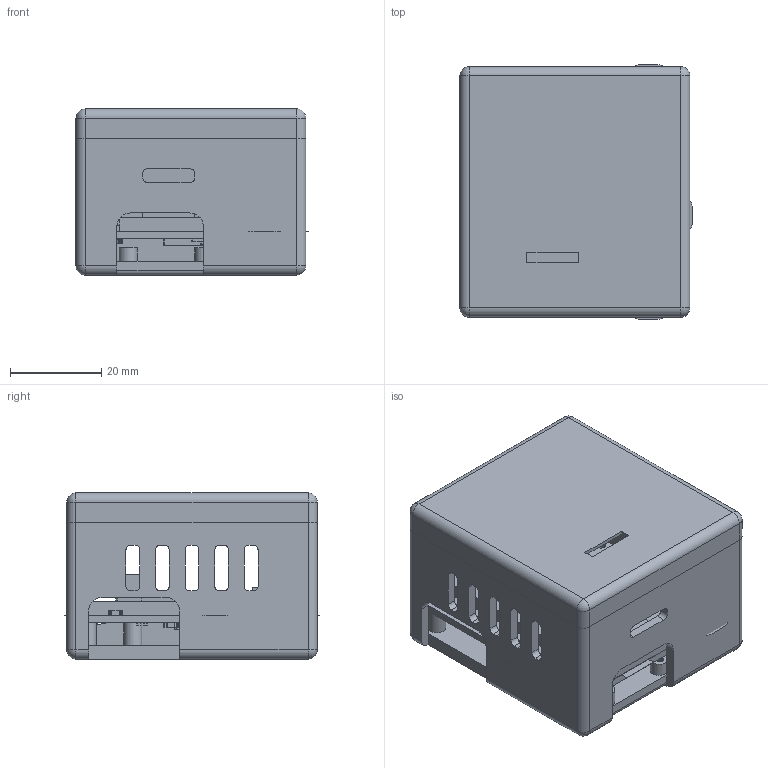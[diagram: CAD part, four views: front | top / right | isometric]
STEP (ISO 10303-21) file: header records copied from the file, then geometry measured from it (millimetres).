
FILE_DESCRIPTION(/* description */ (''),/* implementation_level */ '2;1');
FILE_NAME(/* name */ 'spresense_LTE_case_v3 v1.step',/* time_stamp */ '2021-02-22T11:43:33+09:00',/* author */ (''),/* organization */ (''),/* preprocessor_version */ 'ST-DEVELOPER v18.1',/* originating_system */ 'Autodesk Translation Framework v9.7.1.1290',/* authorisation */ '');
FILE_SCHEMA (('AUTOMOTIVE_DESIGN { 1 0 10303 214 3 1 1 }'));
Products named in the file (5): spresense_LTE_case_v3; case v3; CXD5602PWBLM1 v1; body; lid
Assembly tree (4 placements, depth 3):
  spresense_LTE_case_v3
    case v3
      CXD5602PWBLM1 v1
    body
    lid
Bounding box: 51 x 56 x 36.5 mm (x, y, z)
Volume: 30012 mm3; surface area: 34563.1 mm2
Topology: 108 solids, 142 shells, 1680 faces, 4264 edges, 2850 vertices
Faces by surface type: plane 907, cylinder 749, bspline 16, sphere 8
Full cylindrical faces by diameter (mm): 1.1 x4, 1.2 x31, 1.3 x2, 1.623 x40, 2 x4, 2.074 x16, 2.1 x4, 4 x8, 9 x1
Entity records: 62083 total; most frequent: CARTESIAN_POINT 20652, ORIENTED_EDGE 8468, DIRECTION 8448, EDGE_CURVE 4264, AXIS2_PLACEMENT_3D 2896, VERTEX_POINT 2850, LINE 2656, VECTOR 2656
